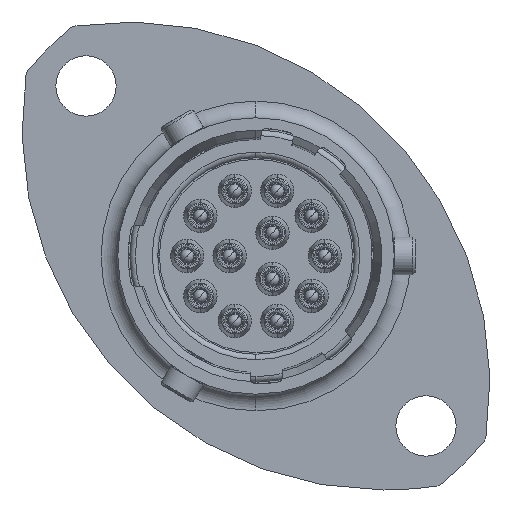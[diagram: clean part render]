
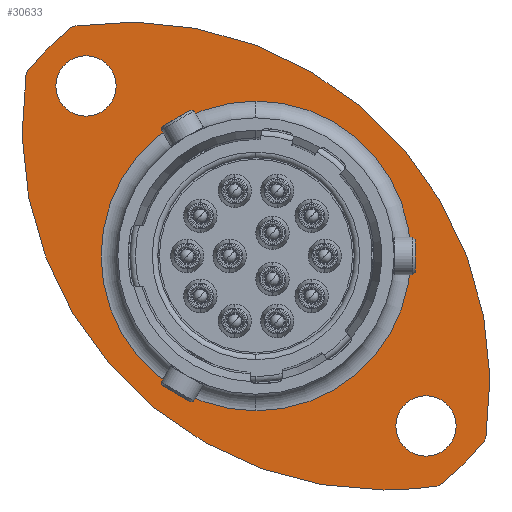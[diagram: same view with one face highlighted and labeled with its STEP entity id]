
A CAD part, left-side view. The second image highlights one B-rep face of the part: STEP entity #30633.
In plain terms, the highlighted planar face has unit normal (-1, 0, 0).
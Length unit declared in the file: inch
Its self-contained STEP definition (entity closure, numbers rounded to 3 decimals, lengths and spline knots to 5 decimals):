
#16290 = AXIS2_PLACEMENT_3D ( 'NONE', #17695, #17696, #17698 ) ;
#17586 = EDGE_CURVE ( 'NONE', #31561, #31536, #22182, .T. ) ;
#17620 = EDGE_CURVE ( 'NONE', #31719, #31740, #31031, .T. ) ;
#17656 = PLANE ( 'NONE',  #16290 ) ;
#17658 = FACE_BOUND ( 'NONE', #18337, .T. ) ;
#17661 = FACE_BOUND ( 'NONE', #22746, .T. ) ;
#17665 = FACE_BOUND ( 'NONE', #22732, .T. ) ;
#17668 = FACE_OUTER_BOUND ( 'NONE', #22761, .T. ) ;
#17683 = EDGE_CURVE ( 'NONE', #31512, #31452, #32327, .T. ) ;
#17689 = EDGE_CURVE ( 'NONE', #31599, #31539, #32330, .T. ) ;
#17695 = CARTESIAN_POINT ( 'NONE',  ( 0.43089, 0.53299, -0.05836 ) ) ;
#17696 = DIRECTION ( 'NONE',  ( 1., 0., 0. ) ) ;
#17698 = DIRECTION ( 'NONE',  ( 0., 0., -1. ) ) ;
#17988 = EDGE_CURVE ( 'NONE', #31740, #31719, #33030, .T. ) ;
#17990 = EDGE_CURVE ( 'NONE', #31539, #31599, #33028, .T. ) ;
#17992 = EDGE_CURVE ( 'NONE', #31452, #31512, #33032, .T. ) ;
#17993 = EDGE_CURVE ( 'NONE', #31461, #31561, #33034, .T. ) ;
#17995 = EDGE_CURVE ( 'NONE', #31536, #31455, #33036, .T. ) ;
#17996 = EDGE_CURVE ( 'NONE', #31455, #31475, #33038, .T. ) ;
#17998 = EDGE_CURVE ( 'NONE', #31475, #31461, #33040, .T. ) ;
#18337 = EDGE_LOOP ( 'NONE', ( #27352, #27353 ) ) ;
#21574 = CARTESIAN_POINT ( 'NONE',  ( 0.43089, -0.12063, -0.3549 ) ) ;
#21577 = CARTESIAN_POINT ( 'NONE',  ( 0.43089, -0.24749, -0.44649 ) ) ;
#21583 = CARTESIAN_POINT ( 'NONE',  ( 0.43089, 0.72725, 0.32977 ) ) ;
#21597 = CARTESIAN_POINT ( 'NONE',  ( 0.43089, 0.62801, 0.42901 ) ) ;
#21634 = CARTESIAN_POINT ( 'NONE',  ( 0.43089, -0.12063, -0.48285 ) ) ;
#21658 = CARTESIAN_POINT ( 'NONE',  ( 0.43089, -0.14825, -0.54573 ) ) ;
#21661 = CARTESIAN_POINT ( 'NONE',  ( 0.43089, 0.60039, 0.36613 ) ) ;
#21683 = CARTESIAN_POINT ( 'NONE',  ( 0.43089, -0.03155, -0.55465 ) ) ;
#21721 = CARTESIAN_POINT ( 'NONE',  ( 0.43089, 0.60039, 0.23818 ) ) ;
#21841 = CARTESIAN_POINT ( 'NONE',  ( 0.43089, 0.23988, 0.27018 ) ) ;
#21862 = CARTESIAN_POINT ( 'NONE',  ( 0.43089, 0.23988, -0.3869 ) ) ;
#22182 = CIRCLE ( 'NONE', #22192, 0.76772 ) ;
#22192 = AXIS2_PLACEMENT_3D ( 'NONE', #32062, #32063, #32064 ) ;
#22732 = EDGE_LOOP ( 'NONE', ( #27356, #27357 ) ) ;
#22746 = EDGE_LOOP ( 'NONE', ( #27354, #27355 ) ) ;
#22761 = EDGE_LOOP ( 'NONE', ( #27358, #27359, #27360, #27361, #27362 ) ) ;
#27352 = ORIENTED_EDGE ( 'NONE', *, *, #17988, .T. ) ;
#27353 = ORIENTED_EDGE ( 'NONE', *, *, #17620, .T. ) ;
#27354 = ORIENTED_EDGE ( 'NONE', *, *, #17689, .F. ) ;
#27355 = ORIENTED_EDGE ( 'NONE', *, *, #17990, .F. ) ;
#27356 = ORIENTED_EDGE ( 'NONE', *, *, #17683, .F. ) ;
#27357 = ORIENTED_EDGE ( 'NONE', *, *, #17992, .F. ) ;
#27358 = ORIENTED_EDGE ( 'NONE', *, *, #17993, .T. ) ;
#27359 = ORIENTED_EDGE ( 'NONE', *, *, #17586, .T. ) ;
#27360 = ORIENTED_EDGE ( 'NONE', *, *, #17995, .T. ) ;
#27361 = ORIENTED_EDGE ( 'NONE', *, *, #17996, .T. ) ;
#27362 = ORIENTED_EDGE ( 'NONE', *, *, #17998, .T. ) ;
#30633 = ADVANCED_FACE ( 'NONE', ( #17658, #17661, #17665, #17668 ), #17656, .F. ) ;
#31031 = CIRCLE ( 'NONE', #42519, 0.32854 ) ;
#31452 = VERTEX_POINT ( 'NONE', #21574 ) ;
#31455 = VERTEX_POINT ( 'NONE', #21577 ) ;
#31461 = VERTEX_POINT ( 'NONE', #21583 ) ;
#31475 = VERTEX_POINT ( 'NONE', #21597 ) ;
#31512 = VERTEX_POINT ( 'NONE', #21634 ) ;
#31536 = VERTEX_POINT ( 'NONE', #21658 ) ;
#31539 = VERTEX_POINT ( 'NONE', #21661 ) ;
#31561 = VERTEX_POINT ( 'NONE', #21683 ) ;
#31599 = VERTEX_POINT ( 'NONE', #21721 ) ;
#31719 = VERTEX_POINT ( 'NONE', #21841 ) ;
#31740 = VERTEX_POINT ( 'NONE', #21862 ) ;
#32062 = CARTESIAN_POINT ( 'NONE',  ( 0.43089, -0.03155, 0.21307 ) ) ;
#32063 = DIRECTION ( 'NONE',  ( -1., 0., 0. ) ) ;
#32064 = DIRECTION ( 'NONE',  ( 0., 0., -1. ) ) ;
#32122 = CARTESIAN_POINT ( 'NONE',  ( 0.43089, 0.23988, -0.05836 ) ) ;
#32123 = DIRECTION ( 'NONE',  ( 1., 0., 0. ) ) ;
#32124 = DIRECTION ( 'NONE',  ( 0., 0., -1. ) ) ;
#32327 = CIRCLE ( 'NONE', #32331, 0.06398 ) ;
#32330 = CIRCLE ( 'NONE', #32337, 0.06398 ) ;
#32331 = AXIS2_PLACEMENT_3D ( 'NONE', #32435, #32436, #32437 ) ;
#32337 = AXIS2_PLACEMENT_3D ( 'NONE', #32449, #32450, #32451 ) ;
#32435 = CARTESIAN_POINT ( 'NONE',  ( 0.43089, -0.12063, -0.41887 ) ) ;
#32436 = DIRECTION ( 'NONE',  ( -1., 0., 0. ) ) ;
#32437 = DIRECTION ( 'NONE',  ( 0., 0., -1. ) ) ;
#32449 = CARTESIAN_POINT ( 'NONE',  ( 0.43089, 0.60039, 0.30215 ) ) ;
#32450 = DIRECTION ( 'NONE',  ( -1., 0., 0. ) ) ;
#32451 = DIRECTION ( 'NONE',  ( 0., 0., -1. ) ) ;
#33028 = CIRCLE ( 'NONE', #33033, 0.06398 ) ;
#33030 = CIRCLE ( 'NONE', #33031, 0.32854 ) ;
#33031 = AXIS2_PLACEMENT_3D ( 'NONE', #33210, #33211, #33212 ) ;
#33032 = CIRCLE ( 'NONE', #33035, 0.06398 ) ;
#33033 = AXIS2_PLACEMENT_3D ( 'NONE', #33213, #33214, #33215 ) ;
#33034 = CIRCLE ( 'NONE', #33037, 0.76772 ) ;
#33035 = AXIS2_PLACEMENT_3D ( 'NONE', #33216, #33217, #33218 ) ;
#33036 = CIRCLE ( 'NONE', #33039, 0.62303 ) ;
#33037 = AXIS2_PLACEMENT_3D ( 'NONE', #33219, #33220, #33221 ) ;
#33038 = CIRCLE ( 'NONE', #33041, 0.76772 ) ;
#33039 = AXIS2_PLACEMENT_3D ( 'NONE', #33222, #33223, #33224 ) ;
#33040 = CIRCLE ( 'NONE', #33043, 0.62303 ) ;
#33041 = AXIS2_PLACEMENT_3D ( 'NONE', #33227, #33228, #33229 ) ;
#33043 = AXIS2_PLACEMENT_3D ( 'NONE', #33231, #33232, #33233 ) ;
#33210 = CARTESIAN_POINT ( 'NONE',  ( 0.43089, 0.23988, -0.05836 ) ) ;
#33211 = DIRECTION ( 'NONE',  ( 1., 0., 0. ) ) ;
#33212 = DIRECTION ( 'NONE',  ( 0., 0., -1. ) ) ;
#33213 = CARTESIAN_POINT ( 'NONE',  ( 0.43089, 0.60039, 0.30215 ) ) ;
#33214 = DIRECTION ( 'NONE',  ( -1., 0., 0. ) ) ;
#33215 = DIRECTION ( 'NONE',  ( 0., 0., -1. ) ) ;
#33216 = CARTESIAN_POINT ( 'NONE',  ( 0.43089, -0.12063, -0.41887 ) ) ;
#33217 = DIRECTION ( 'NONE',  ( -1., 0., 0. ) ) ;
#33218 = DIRECTION ( 'NONE',  ( 0., 0., -1. ) ) ;
#33219 = CARTESIAN_POINT ( 'NONE',  ( 0.43089, -0.03155, 0.21307 ) ) ;
#33220 = DIRECTION ( 'NONE',  ( -1., 0., 0. ) ) ;
#33221 = DIRECTION ( 'NONE',  ( 0., 0., -1. ) ) ;
#33222 = CARTESIAN_POINT ( 'NONE',  ( 0.43089, 0.23988, -0.05836 ) ) ;
#33223 = DIRECTION ( 'NONE',  ( -1., 0., 0. ) ) ;
#33224 = DIRECTION ( 'NONE',  ( 0., 0., 1. ) ) ;
#33227 = CARTESIAN_POINT ( 'NONE',  ( 0.43089, 0.51131, -0.32979 ) ) ;
#33228 = DIRECTION ( 'NONE',  ( -1., 0., 0. ) ) ;
#33229 = DIRECTION ( 'NONE',  ( 0., 0., -1. ) ) ;
#33231 = CARTESIAN_POINT ( 'NONE',  ( 0.43089, 0.23988, -0.05836 ) ) ;
#33232 = DIRECTION ( 'NONE',  ( -1., 0., 0. ) ) ;
#33233 = DIRECTION ( 'NONE',  ( 0., 0., 1. ) ) ;
#42519 = AXIS2_PLACEMENT_3D ( 'NONE', #32122, #32123, #32124 ) ;
